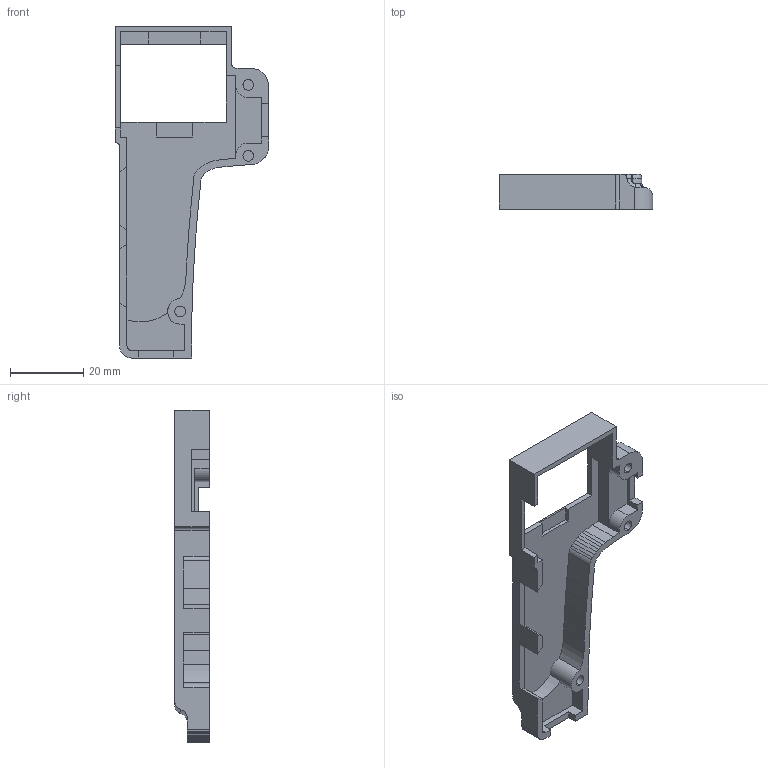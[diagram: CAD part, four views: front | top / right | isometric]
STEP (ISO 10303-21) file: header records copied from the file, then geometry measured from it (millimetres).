
FILE_DESCRIPTION (( 'STEP AP203' ), '1' );
FILE_NAME ('儂旯褲.STEP', '2023-05-30T14:13:36', ( '' ), ( '' ), 'SwSTEP 2.0', 'SolidWorks 2022', '' );
FILE_SCHEMA (( 'CONFIG_CONTROL_DESIGN' ));
Length unit declared in the file: millimetre
Products named in the file (1): 儂旯褲
Bounding box: 41.84 x 9.5 x 90.49 mm (x, y, z)
Volume: 6086.6 mm3; surface area: 7610.4 mm2
Topology: 1 solids, 1 shells, 224 faces, 613 edges, 391 vertices
Faces by surface type: plane 126, cylinder 46, bspline 31, torus 19, sphere 2
Entity records: 8416 total; most frequent: CARTESIAN_POINT 2926, ORIENTED_EDGE 1222, DIRECTION 1011, EDGE_CURVE 611, LINE 393, VECTOR 393, VERTEX_POINT 391, AXIS2_PLACEMENT_3D 309
